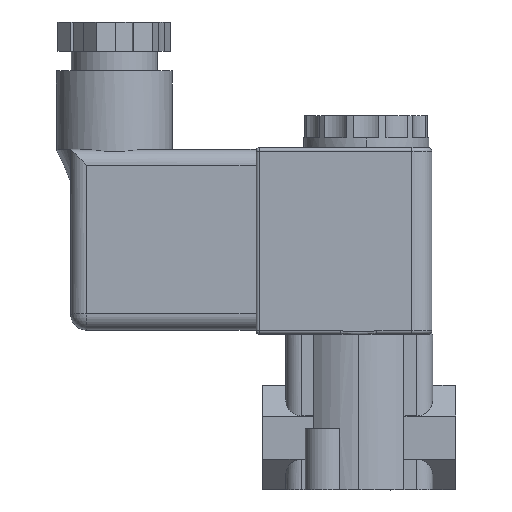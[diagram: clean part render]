
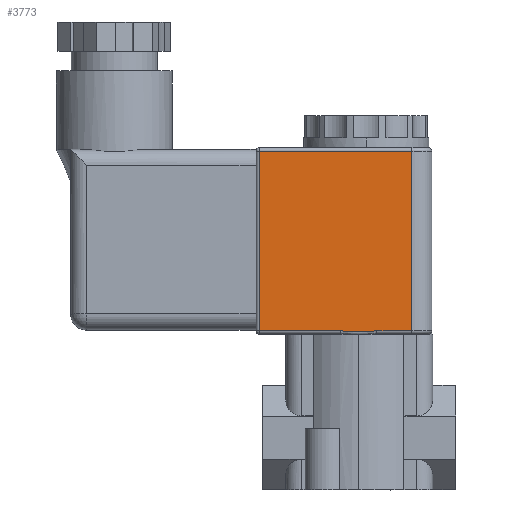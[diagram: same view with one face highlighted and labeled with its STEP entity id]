
A CAD part, top view. The second image highlights one B-rep face of the part: STEP entity #3773.
In plain terms, the highlighted planar face has unit normal (0, 0, 1).
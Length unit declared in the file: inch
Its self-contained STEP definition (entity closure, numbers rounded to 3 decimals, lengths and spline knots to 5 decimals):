
#148 = ORIENTED_EDGE ( 'NONE', *, *, #5010, .T. ) ;
#251 = CARTESIAN_POINT ( 'NONE',  ( 0.55742, -0.56, 0.87 ) ) ;
#422 = CARTESIAN_POINT ( 'NONE',  ( 0.57624, -0.56, 0.87 ) ) ;
#465 = CARTESIAN_POINT ( 'NONE',  ( 0.78258, -0.56, 0.87 ) ) ;
#537 = EDGE_LOOP ( 'NONE', ( #148, #604, #11570, #9486, #6658, #2205 ) ) ;
#604 = ORIENTED_EDGE ( 'NONE', *, *, #5028, .T. ) ;
#1049 = CARTESIAN_POINT ( 'NONE',  ( 0.78258, -0.56, 0.87 ) ) ;
#1234 = VECTOR ( 'NONE', #4457, 39.37008 ) ;
#1479 = CARTESIAN_POINT ( 'NONE',  ( 0.05, -0.58, 0.87 ) ) ;
#1525 = DIRECTION ( 'NONE',  ( 0., -1., 0. ) ) ;
#1815 = PLANE ( 'NONE',  #10052 ) ;
#2205 = ORIENTED_EDGE ( 'NONE', *, *, #5047, .T. ) ;
#3442 = DIRECTION ( 'NONE',  ( 1., 0., 0. ) ) ;
#3503 = LINE ( 'NONE', #8344, #10708 ) ;
#3616 = B_SPLINE_CURVE_WITH_KNOTS ( 'NONE', 3,
 ( #9114, #422, #6343, #9974, #4385, #10853, #5367, #11704, #6384, #465 ),
 .UNSPECIFIED., .F., .F.,
 ( 4, 2, 2, 2, 4 ),
 ( 0., 0.00143, 0.00287, 0.0043, 0.00574 ),
 .UNSPECIFIED. ) ;
#3773 = ADVANCED_FACE ( 'NONE', ( #9203 ), #1815, .T. ) ;
#3849 = LINE ( 'NONE', #10920, #6192 ) ;
#4385 = CARTESIAN_POINT ( 'NONE',  ( 0.65128, -0.56677, 0.87 ) ) ;
#4457 = DIRECTION ( 'NONE',  ( 0., 1., 0. ) ) ;
#5010 = EDGE_CURVE ( 'NONE', #5304, #9125, #3616, .T. ) ;
#5028 = EDGE_CURVE ( 'NONE', #9125, #6748, #6483, .T. ) ;
#5033 = EDGE_CURVE ( 'NONE', #6748, #6906, #8950, .T. ) ;
#5045 = EDGE_CURVE ( 'NONE', #6906, #7082, #3849, .T. ) ;
#5046 = EDGE_CURVE ( 'NONE', #7082, #7229, #10958, .T. ) ;
#5047 = EDGE_CURVE ( 'NONE', #7229, #5304, #3503, .T. ) ;
#5304 = VERTEX_POINT ( 'NONE', #251 ) ;
#5367 = CARTESIAN_POINT ( 'NONE',  ( 0.70754, -0.56513, 0.87 ) ) ;
#5841 = DIRECTION ( 'NONE',  ( 0., 0., 1. ) ) ;
#6192 = VECTOR ( 'NONE', #6462, 39.37008 ) ;
#6343 = CARTESIAN_POINT ( 'NONE',  ( 0.595, -0.56173, 0.87 ) ) ;
#6384 = CARTESIAN_POINT ( 'NONE',  ( 0.76377, -0.56, 0.87 ) ) ;
#6462 = DIRECTION ( 'NONE',  ( -1., 0., 0. ) ) ;
#6483 = LINE ( 'NONE', #9185, #11257 ) ;
#6658 = ORIENTED_EDGE ( 'NONE', *, *, #5046, .T. ) ;
#6748 = VERTEX_POINT ( 'NONE', #9044 ) ;
#6906 = VERTEX_POINT ( 'NONE', #12059 ) ;
#7082 = VERTEX_POINT ( 'NONE', #9072 ) ;
#7229 = VERTEX_POINT ( 'NONE', #10420 ) ;
#8278 = CARTESIAN_POINT ( 'NONE',  ( 1., 0.58, 0.87 ) ) ;
#8344 = CARTESIAN_POINT ( 'NONE',  ( 1., -0.56, 0.87 ) ) ;
#8685 = VECTOR ( 'NONE', #1525, 39.37008 ) ;
#8950 = LINE ( 'NONE', #8278, #1234 ) ;
#9044 = CARTESIAN_POINT ( 'NONE',  ( 1., -0.56, 0.87 ) ) ;
#9072 = CARTESIAN_POINT ( 'NONE',  ( 0.05, 0.56, 0.87 ) ) ;
#9114 = CARTESIAN_POINT ( 'NONE',  ( 0.55742, -0.56, 0.87 ) ) ;
#9125 = VERTEX_POINT ( 'NONE', #1049 ) ;
#9185 = CARTESIAN_POINT ( 'NONE',  ( 1., -0.56, 0.87 ) ) ;
#9203 = FACE_OUTER_BOUND ( 'NONE', #537, .T. ) ;
#9217 = DIRECTION ( 'NONE',  ( 1., 0., 0. ) ) ;
#9486 = ORIENTED_EDGE ( 'NONE', *, *, #5045, .T. ) ;
#9974 = CARTESIAN_POINT ( 'NONE',  ( 0.63252, -0.56514, 0.87 ) ) ;
#10052 = AXIS2_PLACEMENT_3D ( 'NONE', #11270, #5841, #12108 ) ;
#10420 = CARTESIAN_POINT ( 'NONE',  ( 0.05, -0.56, 0.87 ) ) ;
#10708 = VECTOR ( 'NONE', #9217, 39.37008 ) ;
#10853 = CARTESIAN_POINT ( 'NONE',  ( 0.68879, -0.56677, 0.87 ) ) ;
#10920 = CARTESIAN_POINT ( 'NONE',  ( 0.03, 0.56, 0.87 ) ) ;
#10958 = LINE ( 'NONE', #1479, #8685 ) ;
#11257 = VECTOR ( 'NONE', #3442, 39.37008 ) ;
#11270 = CARTESIAN_POINT ( 'NONE',  ( 0., 0., 0.87 ) ) ;
#11570 = ORIENTED_EDGE ( 'NONE', *, *, #5033, .T. ) ;
#11704 = CARTESIAN_POINT ( 'NONE',  ( 0.74504, -0.56173, 0.87 ) ) ;
#12059 = CARTESIAN_POINT ( 'NONE',  ( 1., 0.56, 0.87 ) ) ;
#12108 = DIRECTION ( 'NONE',  ( 1., 0., 0. ) ) ;
